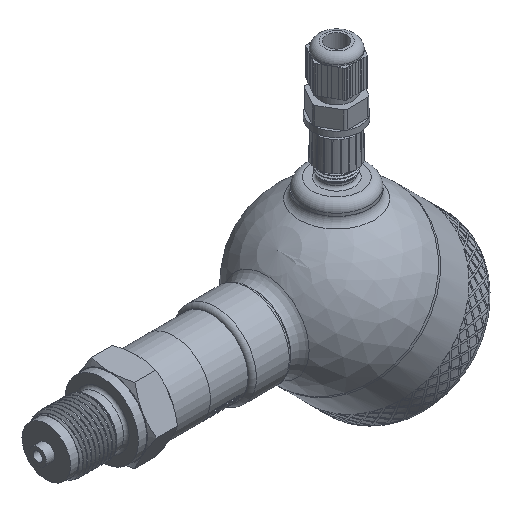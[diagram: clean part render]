
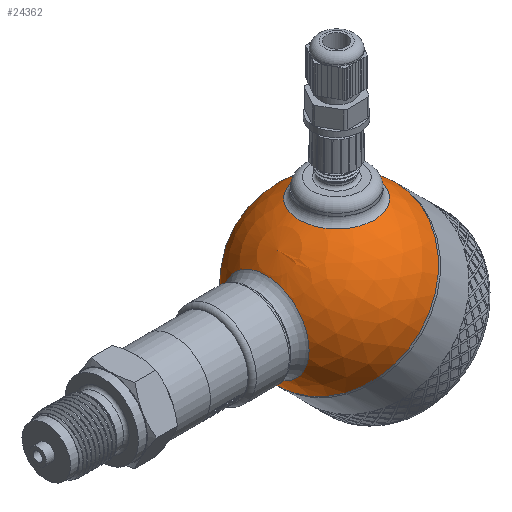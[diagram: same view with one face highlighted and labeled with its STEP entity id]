
A CAD part, isometric view. The second image highlights one B-rep face of the part: STEP entity #24362.
In plain terms, the highlighted spherical face has radius 30 mm.
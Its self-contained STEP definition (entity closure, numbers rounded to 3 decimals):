
#56=SPHERICAL_SURFACE('',#25827,30.);
#132=FACE_BOUND('',#3479,.T.);
#133=FACE_BOUND('',#3480,.T.);
#1894=FACE_OUTER_BOUND('',#3478,.T.);
#3478=EDGE_LOOP('',(#17835,#17836,#17837,#17838));
#3479=EDGE_LOOP('',(#17839));
#3480=EDGE_LOOP('',(#17840));
#4904=CIRCLE('',#25750,30.);
#4905=CIRCLE('',#25751,30.);
#4932=CIRCLE('',#25823,13.5);
#4935=CIRCLE('',#25828,30.);
#4936=CIRCLE('',#25829,15.643);
#9564=VERTEX_POINT('',#32935);
#9565=VERTEX_POINT('',#32937);
#10092=VERTEX_POINT('',#39701);
#10094=VERTEX_POINT('',#39708);
#10095=VERTEX_POINT('',#39710);
#12181=EDGE_CURVE('',#9564,#9565,#4904,.T.);
#12182=EDGE_CURVE('',#9565,#9564,#4905,.T.);
#12975=EDGE_CURVE('',#10092,#10092,#4932,.T.);
#12978=EDGE_CURVE('',#9565,#10094,#4935,.T.);
#12979=EDGE_CURVE('',#10095,#10095,#4936,.T.);
#17835=ORIENTED_EDGE('',*,*,#12182,.F.);
#17836=ORIENTED_EDGE('',*,*,#12978,.T.);
#17837=ORIENTED_EDGE('',*,*,#12978,.F.);
#17838=ORIENTED_EDGE('',*,*,#12181,.F.);
#17839=ORIENTED_EDGE('',*,*,#12979,.F.);
#17840=ORIENTED_EDGE('',*,*,#12975,.F.);
#24362=ADVANCED_FACE('',(#1894,#132,#133),#56,.T.);
#25750=AXIS2_PLACEMENT_3D('',#32938,#27093,#27094);
#25751=AXIS2_PLACEMENT_3D('',#32939,#27095,#27096);
#25823=AXIS2_PLACEMENT_3D('',#39702,#27517,#27518);
#25827=AXIS2_PLACEMENT_3D('',#39707,#27525,#27526);
#25828=AXIS2_PLACEMENT_3D('',#39709,#27527,#27528);
#25829=AXIS2_PLACEMENT_3D('',#39711,#27529,#27530);
#27093=DIRECTION('center_axis',(1.,0.,0.));
#27094=DIRECTION('ref_axis',(0.,1.,0.));
#27095=DIRECTION('center_axis',(1.,0.,0.));
#27096=DIRECTION('ref_axis',(0.,1.,0.));
#27517=DIRECTION('center_axis',(-0.707,0.,-0.707));
#27518=DIRECTION('ref_axis',(-0.707,0.,0.707));
#27525=DIRECTION('center_axis',(1.,0.,0.));
#27526=DIRECTION('ref_axis',(0.,-1.,0.));
#27527=DIRECTION('center_axis',(0.,0.,1.));
#27528=DIRECTION('ref_axis',(0.,1.,0.));
#27529=DIRECTION('center_axis',(-0.707,0.,0.707));
#27530=DIRECTION('ref_axis',(0.707,0.,0.707));
#32935=CARTESIAN_POINT('',(0.,-30.,0.));
#32937=CARTESIAN_POINT('',(0.,30.,0.));
#32938=CARTESIAN_POINT('Origin',(0.,0.,0.));
#32939=CARTESIAN_POINT('Origin',(0.,0.,0.));
#39701=CARTESIAN_POINT('',(-9.398,0.,-28.49));
#39702=CARTESIAN_POINT('Origin',(-18.944,0.,-18.944));
#39707=CARTESIAN_POINT('Origin',(0.,0.,0.));
#39708=CARTESIAN_POINT('',(-30.,0.,0.));
#39709=CARTESIAN_POINT('Origin',(0.,0.,0.));
#39710=CARTESIAN_POINT('',(-29.162,0.,7.04));
#39711=CARTESIAN_POINT('Origin',(-18.101,0.,18.101));
